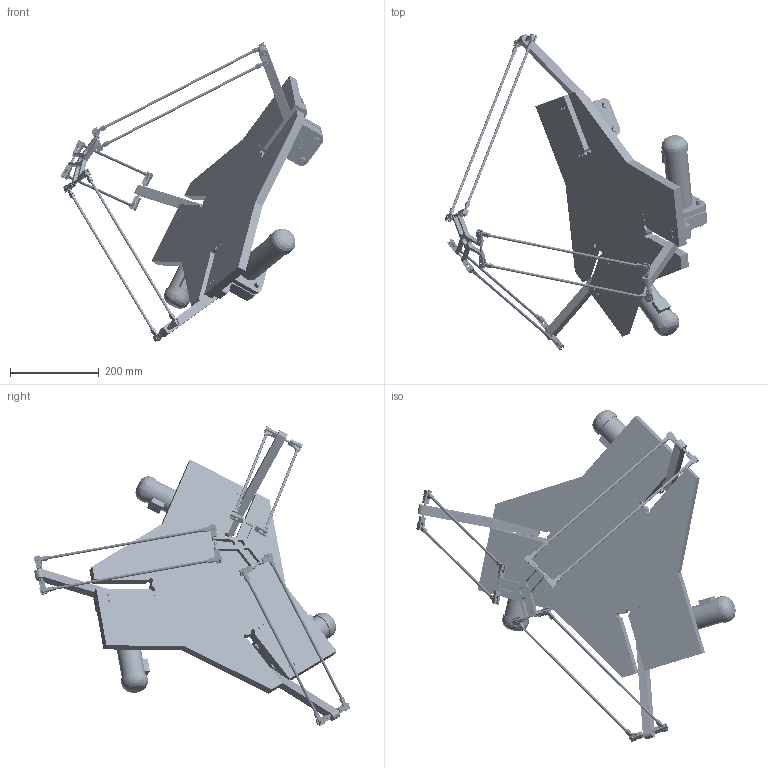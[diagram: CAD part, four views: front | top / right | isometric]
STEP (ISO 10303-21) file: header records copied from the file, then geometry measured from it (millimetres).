
FILE_DESCRIPTION(/* description */ (''),/* implementation_level */ '2;1');
FILE_NAME(/* name */ 'assembly01 v39.step',/* time_stamp */ '2022-11-18T10:58:21+05:30',/* author */ (''),/* organization */ (''),/* preprocessor_version */ 'ST-DEVELOPER v19.2',/* originating_system */ 'Autodesk Translation Framework v11.17.0.187',/* authorisation */ '');
FILE_SCHEMA (('AUTOMOTIVE_DESIGN { 1 0 10303 214 3 1 1 }'));
Length unit declared in the file: millimetre
Products named in the file (47): assembly01; base_mount; base_plate; Varsayılan; base_mount_1; base_mount_2; Varsayılan_1; screw01; steppers; steppers_1; steppers_2; Default; NutBolt; NutBolt_1; NutBolt_2; NutBolt_3; NutBolt_4; NutBolt_5; NutBolt_6; NutBolt_7; NutBolt_8; NutBolt_9; NutBolt_10; NutBolt_11; Bolt; Nut; Key; biceps; rod with holes; rod with holes_1; bearing01; rod with holes_2; forearm; forearm_1; forearm_2; forearm_3; forearm_4; forearm_5; forearm02; Comp ...
Assembly tree (130 placements, depth 3):
  assembly01
    base_mount
      Varsayılan_1
    base_plate
      Varsayılan
    screw01  x12
    base_mount_1
      Varsayılan_1
    base_mount_2
      Varsayılan_1
    steppers
      Default
    steppers_1
      Default
    steppers_2
      Default
    NutBolt
      Bolt
      Nut
    NutBolt_1
      Bolt
      Nut
    NutBolt_2
      Bolt
      Nut
    NutBolt_3
      Bolt
      Nut
    NutBolt_4
      Bolt
      Nut
    NutBolt_5
      Bolt
      Nut
    NutBolt_6
      Bolt
      Nut
    NutBolt_7
      Bolt
      Nut
    NutBolt_8
      Bolt
      Nut
    NutBolt_9
      Bolt
      Nut
    NutBolt_10
      Bolt
      Nut
    NutBolt_11
      Bolt
      Nut
    Key  x3
    biceps  x3
    bearing01  x6
    rod with holes
      component  x2
      arms joint  x2
    rod with holes_1
      component  x2
Bounding box: 592.13 x 713.7 x 675.88 mm (x, y, z)
Volume: 6405718.9 mm3; surface area: 919352.3 mm2
Topology: 158 solids, 158 shells, 2447 faces, 6288 edges, 4175 vertices
Faces by surface type: plane 1096, cylinder 1084, torus 156, bspline 63, sphere 48
Full cylindrical faces by diameter (mm): 2 x24, 2.5 x36, 3.9 x12, 4 x18, 5 x30, 5.035 x24, 5.6 x12, 5.884 x12, 6 x18, 6.446 x72, 6.779 x48, 7 x12, 7.866 x132, 8 x48, 8.17 x12, 9 x36, 10 x57, 11 x12, 15 x3, 17.5 x1, 54 x3, 60 x6
Entity records: 19104 total; most frequent: CARTESIAN_POINT 7481, DIRECTION 2233, ORIENTED_EDGE 2092, EDGE_CURVE 1046, AXIS2_PLACEMENT_3D 854, VERTEX_POINT 721, EDGE_LOOP 527, LINE 525
